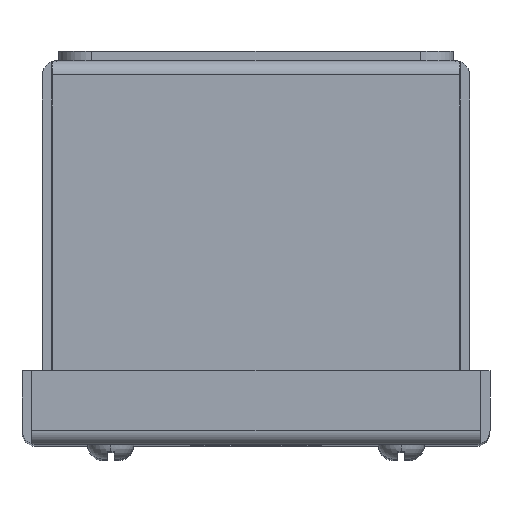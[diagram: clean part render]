
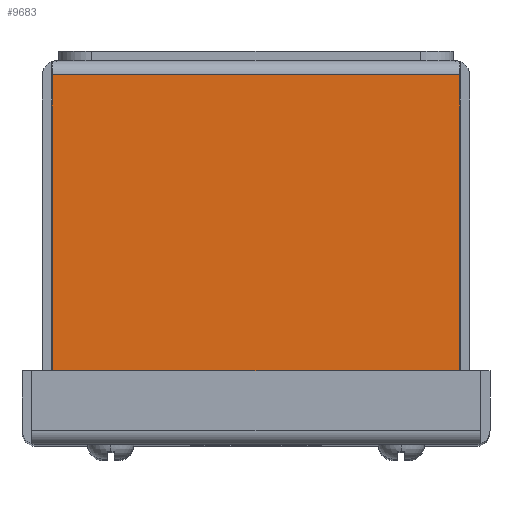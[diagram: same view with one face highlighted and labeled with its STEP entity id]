
A CAD part, top view. The second image highlights one B-rep face of the part: STEP entity #9683.
In plain terms, the highlighted planar face has unit normal (0, 0, 1).
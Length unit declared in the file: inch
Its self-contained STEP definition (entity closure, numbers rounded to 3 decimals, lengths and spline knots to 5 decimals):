
#225 = CARTESIAN_POINT ( 'NONE',  ( 1.55221, -0.108, 4. ) ) ;
#499 = CARTESIAN_POINT ( 'NONE',  ( 10.781, -2.642, 4. ) ) ;
#1707 = DIRECTION ( 'NONE',  ( 0., 0., -1. ) ) ;
#2077 = VECTOR ( 'NONE', #9354, 39.37008 ) ;
#2324 = CARTESIAN_POINT ( 'NONE',  ( 1.55221, 39.37008, 4. ) ) ;
#2703 = VECTOR ( 'NONE', #7231, 39.37008 ) ;
#3782 = CARTESIAN_POINT ( 'NONE',  ( 10.781, 0., 4. ) ) ;
#4256 = VECTOR ( 'NONE', #11839, 39.37008 ) ;
#4557 = ORIENTED_EDGE ( 'NONE', *, *, #5154, .F. ) ;
#4846 = VERTEX_POINT ( 'NONE', #10465 ) ;
#4950 = LINE ( 'NONE', #7102, #4256 ) ;
#5146 = FACE_OUTER_BOUND ( 'NONE', #6039, .T. ) ;
#5154 = EDGE_CURVE ( 'NONE', #6031, #4846, #8926, .T. ) ;
#5602 = CARTESIAN_POINT ( 'NONE',  ( 1.55221, -2.642, 4. ) ) ;
#5998 = LINE ( 'NONE', #8143, #2703 ) ;
#6031 = VERTEX_POINT ( 'NONE', #5602 ) ;
#6039 = EDGE_LOOP ( 'NONE', ( #4557, #10911, #10355, #15093 ) ) ;
#6145 = LINE ( 'NONE', #2324, #2077 ) ;
#6819 = EDGE_CURVE ( 'NONE', #4846, #12417, #5998, .T. ) ;
#7102 = CARTESIAN_POINT ( 'NONE',  ( -1.517, -0.108, 4. ) ) ;
#7231 = DIRECTION ( 'NONE',  ( 0., 1., 0. ) ) ;
#7492 = VERTEX_POINT ( 'NONE', #225 ) ;
#8143 = CARTESIAN_POINT ( 'NONE',  ( -1.55221, 0., 4. ) ) ;
#8541 = VECTOR ( 'NONE', #13590, 39.37008 ) ;
#8746 = DIRECTION ( 'NONE',  ( -1., 0., 0. ) ) ;
#8926 = LINE ( 'NONE', #499, #8541 ) ;
#9354 = DIRECTION ( 'NONE',  ( 0., -1., 0. ) ) ;
#9683 = ADVANCED_FACE ( 'NONE', ( #5146 ), #9815, .F. ) ;
#9815 = PLANE ( 'NONE',  #14742 ) ;
#10355 = ORIENTED_EDGE ( 'NONE', *, *, #12013, .F. ) ;
#10465 = CARTESIAN_POINT ( 'NONE',  ( -1.55221, -2.642, 4. ) ) ;
#10911 = ORIENTED_EDGE ( 'NONE', *, *, #14357, .F. ) ;
#11839 = DIRECTION ( 'NONE',  ( 1., 0., 0. ) ) ;
#12013 = EDGE_CURVE ( 'NONE', #12417, #7492, #4950, .T. ) ;
#12417 = VERTEX_POINT ( 'NONE', #13882 ) ;
#13590 = DIRECTION ( 'NONE',  ( -1., 0., 0. ) ) ;
#13882 = CARTESIAN_POINT ( 'NONE',  ( -1.55221, -0.108, 4. ) ) ;
#14357 = EDGE_CURVE ( 'NONE', #7492, #6031, #6145, .T. ) ;
#14742 = AXIS2_PLACEMENT_3D ( 'NONE', #3782, #1707, #8746 ) ;
#15093 = ORIENTED_EDGE ( 'NONE', *, *, #6819, .F. ) ;
